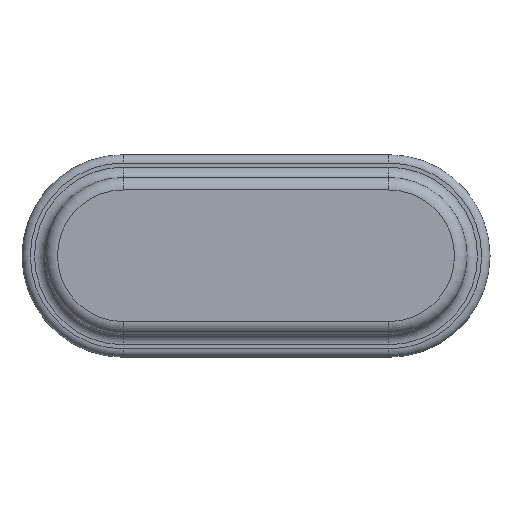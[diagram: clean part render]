
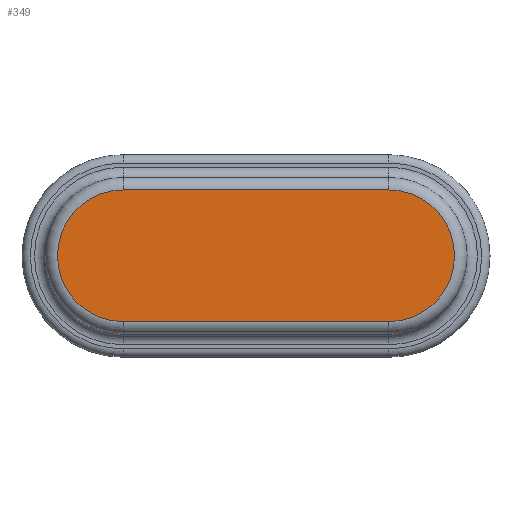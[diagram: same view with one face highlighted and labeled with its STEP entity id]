
A CAD part, top view. The second image highlights one B-rep face of the part: STEP entity #349.
In plain terms, the highlighted planar face has unit normal (0, 0, 1).
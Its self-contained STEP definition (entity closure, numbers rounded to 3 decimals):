
#349=ADVANCED_FACE('',(#800),#802,.T.);
#800=FACE_BOUND('',#801,.T.);
#801=EDGE_LOOP('',(#1098,#1099,#1100,#1101));
#802=PLANE('',#803);
#803=AXIS2_PLACEMENT_3D('',#804,#805,#806);
#804=CARTESIAN_POINT('',(0.,0.,4.));
#805=DIRECTION('',(0.,0.,1.));
#806=DIRECTION('',(1.,0.,0.));
#1098=ORIENTED_EDGE('',*,*,#1248,.T.);
#1099=ORIENTED_EDGE('',*,*,#1249,.T.);
#1100=ORIENTED_EDGE('',*,*,#1250,.T.);
#1101=ORIENTED_EDGE('',*,*,#1251,.T.);
#1248=EDGE_CURVE('',#1390,#1391,#1392,.T.);
#1249=EDGE_CURVE('',#1391,#1393,#1394,.T.);
#1250=EDGE_CURVE('',#1393,#1395,#1396,.T.);
#1251=EDGE_CURVE('',#1395,#1390,#1397,.T.);
#1390=VERTEX_POINT('',#1712);
#1391=VERTEX_POINT('',#1713);
#1392=LINE('',#1714,#1715);
#1393=VERTEX_POINT('',#1717);
#1394=CIRCLE('',#1718,1.575);
#1395=VERTEX_POINT('',#1722);
#1396=LINE('',#1723,#1724);
#1397=CIRCLE('',#1726,1.575);
#1712=CARTESIAN_POINT('',(3.175,1.575,4.));
#1713=CARTESIAN_POINT('',(-3.175,1.575,4.));
#1714=CARTESIAN_POINT('',(3.175,1.575,4.));
#1715=VECTOR('',#1716,1.);
#1716=DIRECTION('',(-1.,0.,0.));
#1717=CARTESIAN_POINT('',(-3.175,-1.575,4.));
#1718=AXIS2_PLACEMENT_3D('',#1719,#1720,#1721);
#1719=CARTESIAN_POINT('',(-3.175,0.,4.));
#1720=DIRECTION('',(0.,-0.,1.));
#1721=DIRECTION('',(0.,1.,0.));
#1722=CARTESIAN_POINT('',(3.175,-1.575,4.));
#1723=CARTESIAN_POINT('',(-3.175,-1.575,4.));
#1724=VECTOR('',#1725,1.);
#1725=DIRECTION('',(1.,0.,0.));
#1726=AXIS2_PLACEMENT_3D('',#1727,#1728,#1729);
#1727=CARTESIAN_POINT('',(3.175,0.,4.));
#1728=DIRECTION('',(-0.,0.,1.));
#1729=DIRECTION('',(0.,-1.,0.));
